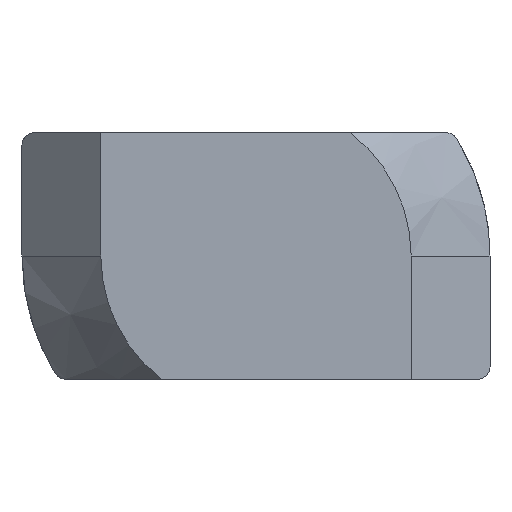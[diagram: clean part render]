
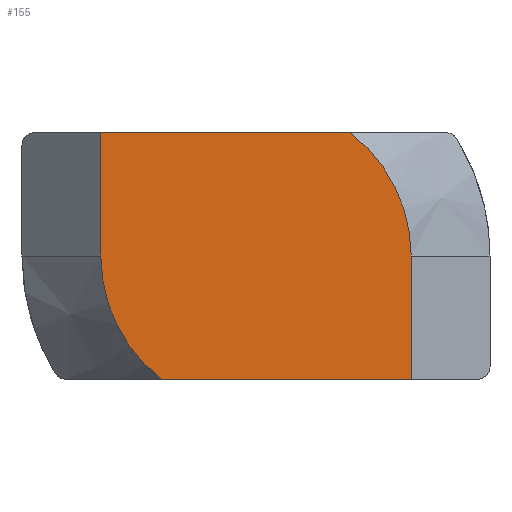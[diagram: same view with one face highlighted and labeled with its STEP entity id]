
A CAD part, front view. The second image highlights one B-rep face of the part: STEP entity #155.
In plain terms, the highlighted planar face has unit normal (0, -1, 0).
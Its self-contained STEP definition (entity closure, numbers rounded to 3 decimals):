
#12 = VERTEX_POINT ( 'NONE', #128 ) ;
#19 = VECTOR ( 'NONE', #626, 1000. ) ;
#30 = CARTESIAN_POINT ( 'NONE',  ( 0., -4.35, 0. ) ) ;
#42 = VERTEX_POINT ( 'NONE', #571 ) ;
#128 = CARTESIAN_POINT ( 'NONE',  ( 6.3, -4.35, 0. ) ) ;
#131 = CARTESIAN_POINT ( 'NONE',  ( 6.3, -4.35, -5. ) ) ;
#155 = ADVANCED_FACE ( 'NONE', ( #449 ), #603, .F. ) ;
#159 = LINE ( 'NONE', #394, #535 ) ;
#175 = EDGE_CURVE ( 'NONE', #872, #12, #252, .T. ) ;
#185 = EDGE_CURVE ( 'NONE', #12, #424, #159, .T. ) ;
#224 = EDGE_LOOP ( 'NONE', ( #900, #306, #280, #884, #328, #420 ) ) ;
#245 = DIRECTION ( 'NONE',  ( 0., 0., -1. ) ) ;
#252 = CIRCLE ( 'NONE', #504, 6.3 ) ;
#280 = ORIENTED_EDGE ( 'NONE', *, *, #561, .T. ) ;
#284 = DIRECTION ( 'NONE',  ( 1., 0., 0. ) ) ;
#295 = LINE ( 'NONE', #922, #742 ) ;
#306 = ORIENTED_EDGE ( 'NONE', *, *, #701, .T. ) ;
#317 = CIRCLE ( 'NONE', #333, 6.3 ) ;
#326 = DIRECTION ( 'NONE',  ( 0., 0., 1. ) ) ;
#328 = ORIENTED_EDGE ( 'NONE', *, *, #175, .F. ) ;
#333 = AXIS2_PLACEMENT_3D ( 'NONE', #30, #874, #326 ) ;
#382 = EDGE_CURVE ( 'NONE', #42, #899, #699, .T. ) ;
#394 = CARTESIAN_POINT ( 'NONE',  ( 6.3, -4.35, 5. ) ) ;
#420 = ORIENTED_EDGE ( 'NONE', *, *, #869, .F. ) ;
#424 = VERTEX_POINT ( 'NONE', #131 ) ;
#431 = VERTEX_POINT ( 'NONE', #691 ) ;
#446 = VECTOR ( 'NONE', #779, 1000. ) ;
#447 = DIRECTION ( 'NONE',  ( 0., 0., 1. ) ) ;
#449 = FACE_OUTER_BOUND ( 'NONE', #224, .T. ) ;
#457 = CARTESIAN_POINT ( 'NONE',  ( 0., -4.35, 0. ) ) ;
#492 = LINE ( 'NONE', #724, #446 ) ;
#504 = AXIS2_PLACEMENT_3D ( 'NONE', #457, #878, #447 ) ;
#535 = VECTOR ( 'NONE', #245, 1000. ) ;
#561 = EDGE_CURVE ( 'NONE', #431, #424, #295, .T. ) ;
#571 = CARTESIAN_POINT ( 'NONE',  ( -6.3, -4.35, 5. ) ) ;
#603 = PLANE ( 'NONE',  #638 ) ;
#626 = DIRECTION ( 'NONE',  ( 0., 0., -1. ) ) ;
#638 = AXIS2_PLACEMENT_3D ( 'NONE', #867, #882, #729 ) ;
#691 = CARTESIAN_POINT ( 'NONE',  ( -3.833, -4.35, -5. ) ) ;
#699 = LINE ( 'NONE', #775, #19 ) ;
#701 = EDGE_CURVE ( 'NONE', #899, #431, #317, .T. ) ;
#710 = CARTESIAN_POINT ( 'NONE',  ( 3.833, -4.35, 5. ) ) ;
#724 = CARTESIAN_POINT ( 'NONE',  ( 6.3, -4.35, 5. ) ) ;
#729 = DIRECTION ( 'NONE',  ( 0., 0., 1. ) ) ;
#742 = VECTOR ( 'NONE', #284, 1000. ) ;
#775 = CARTESIAN_POINT ( 'NONE',  ( -6.3, -4.35, 5. ) ) ;
#779 = DIRECTION ( 'NONE',  ( 1., 0., 0. ) ) ;
#867 = CARTESIAN_POINT ( 'NONE',  ( 6.3, -4.35, 5. ) ) ;
#869 = EDGE_CURVE ( 'NONE', #42, #872, #492, .T. ) ;
#872 = VERTEX_POINT ( 'NONE', #710 ) ;
#874 = DIRECTION ( 'NONE',  ( 0., -1., 0. ) ) ;
#878 = DIRECTION ( 'NONE',  ( 0., 1., 0. ) ) ;
#882 = DIRECTION ( 'NONE',  ( 0., 1., 0. ) ) ;
#884 = ORIENTED_EDGE ( 'NONE', *, *, #185, .F. ) ;
#899 = VERTEX_POINT ( 'NONE', #921 ) ;
#900 = ORIENTED_EDGE ( 'NONE', *, *, #382, .T. ) ;
#921 = CARTESIAN_POINT ( 'NONE',  ( -6.3, -4.35, 0. ) ) ;
#922 = CARTESIAN_POINT ( 'NONE',  ( 6.3, -4.35, -5. ) ) ;
